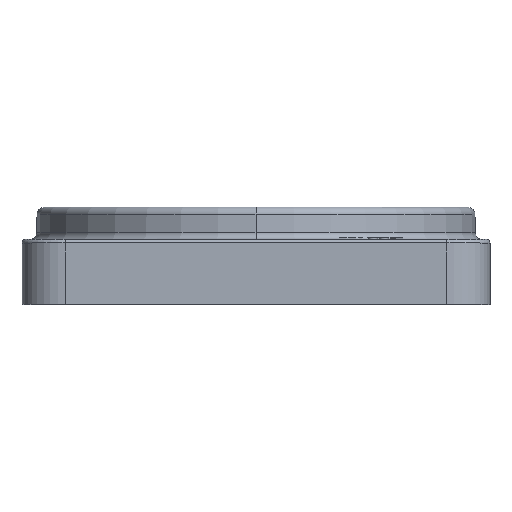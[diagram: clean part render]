
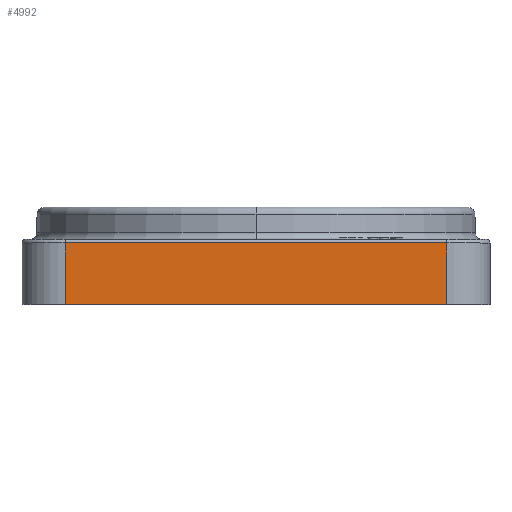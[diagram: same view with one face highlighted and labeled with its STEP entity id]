
A CAD part, top view. The second image highlights one B-rep face of the part: STEP entity #4992.
In plain terms, the highlighted planar face has unit normal (0, 0, 1).
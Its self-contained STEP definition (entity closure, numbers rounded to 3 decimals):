
#152 = EDGE_CURVE ( 'NONE', #10753, #10783, #10177, .T. ) ;
#154 = EDGE_CURVE ( 'NONE', #10783, #10774, #10181, .T. ) ;
#159 = EDGE_CURVE ( 'NONE', #10637, #10774, #10179, .T. ) ;
#160 = EDGE_CURVE ( 'NONE', #10637, #10753, #10188, .T. ) ;
#4992 = ADVANCED_FACE ( 'NONE', ( #8549 ), #6466, .F. ) ;
#6465 = CARTESIAN_POINT ( 'NONE',  ( -53., 19., 65. ) ) ;
#6466 = PLANE ( 'NONE',  #7194 ) ;
#6468 = DIRECTION ( 'NONE',  ( 0., 0., -1. ) ) ;
#6469 = DIRECTION ( 'NONE',  ( -1., 0., 0. ) ) ;
#6610 = CARTESIAN_POINT ( 'NONE',  ( 53., 18., 65. ) ) ;
#6726 = CARTESIAN_POINT ( 'NONE',  ( -53., 18., 65. ) ) ;
#6747 = CARTESIAN_POINT ( 'NONE',  ( 53., 1., 65. ) ) ;
#6756 = CARTESIAN_POINT ( 'NONE',  ( -53., 1., 65. ) ) ;
#7194 = AXIS2_PLACEMENT_3D ( 'NONE', #6465, #6468, #6469 ) ;
#8234 = EDGE_LOOP ( 'NONE', ( #9957, #9956, #9955, #9954 ) ) ;
#8549 = FACE_OUTER_BOUND ( 'NONE', #8234, .T. ) ;
#9021 = DIRECTION ( 'NONE',  ( 0., -1., 0. ) ) ;
#9038 = DIRECTION ( 'NONE',  ( -1., 0., 0. ) ) ;
#9056 = CARTESIAN_POINT ( 'NONE',  ( -53., 18., 65. ) ) ;
#9058 = DIRECTION ( 'NONE',  ( 1., 0., 0. ) ) ;
#9059 = CARTESIAN_POINT ( 'NONE',  ( -53., 1., 65. ) ) ;
#9101 = CARTESIAN_POINT ( 'NONE',  ( 53., 19., 65. ) ) ;
#9954 = ORIENTED_EDGE ( 'NONE', *, *, #160, .T. ) ;
#9955 = ORIENTED_EDGE ( 'NONE', *, *, #159, .F. ) ;
#9956 = ORIENTED_EDGE ( 'NONE', *, *, #154, .T. ) ;
#9957 = ORIENTED_EDGE ( 'NONE', *, *, #152, .T. ) ;
#10152 = VECTOR ( 'NONE', #14049, 1000. ) ;
#10176 = VECTOR ( 'NONE', #9058, 1000. ) ;
#10177 = LINE ( 'NONE', #14074, #10152 ) ;
#10179 = LINE ( 'NONE', #9101, #10180 ) ;
#10180 = VECTOR ( 'NONE', #9021, 1000. ) ;
#10181 = LINE ( 'NONE', #9059, #10176 ) ;
#10188 = LINE ( 'NONE', #9056, #10190 ) ;
#10190 = VECTOR ( 'NONE', #9038, 1000. ) ;
#10637 = VERTEX_POINT ( 'NONE', #6610 ) ;
#10753 = VERTEX_POINT ( 'NONE', #6726 ) ;
#10774 = VERTEX_POINT ( 'NONE', #6747 ) ;
#10783 = VERTEX_POINT ( 'NONE', #6756 ) ;
#14049 = DIRECTION ( 'NONE',  ( 0., -1., 0. ) ) ;
#14074 = CARTESIAN_POINT ( 'NONE',  ( -53., 19., 65. ) ) ;
